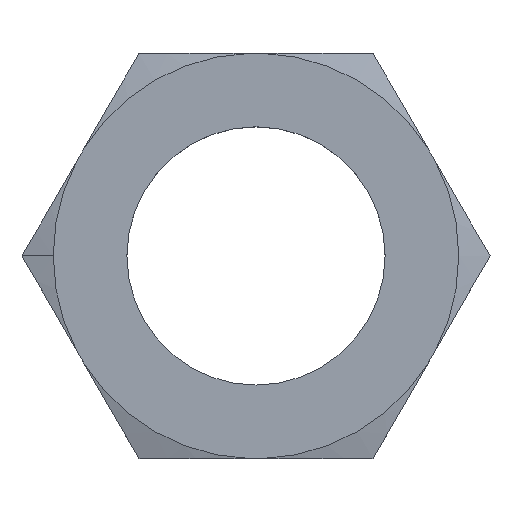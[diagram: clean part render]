
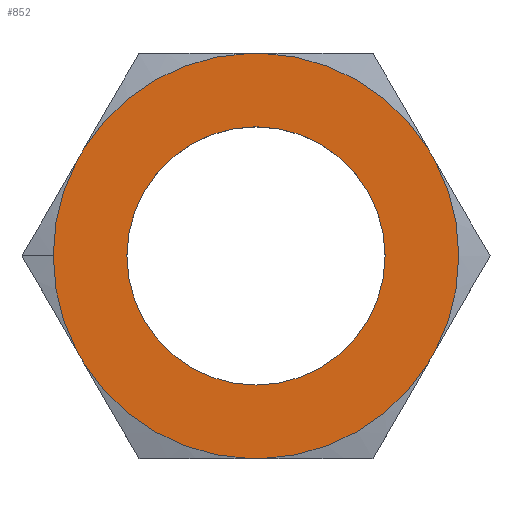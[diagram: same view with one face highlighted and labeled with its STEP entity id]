
A CAD part, top view. The second image highlights one B-rep face of the part: STEP entity #852.
In plain terms, the highlighted planar face has unit normal (0, 0, 1).
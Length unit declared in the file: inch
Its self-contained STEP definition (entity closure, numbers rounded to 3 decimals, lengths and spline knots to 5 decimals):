
#3 = LINE ( 'NONE', #424, #839 ) ;
#7 = CARTESIAN_POINT ( 'NONE',  ( 0., 0., 0.07874 ) ) ;
#22 = ORIENTED_EDGE ( 'NONE', *, *, #64, .T. ) ;
#35 = CARTESIAN_POINT ( 'NONE',  ( 0., 0., 0.07874 ) ) ;
#36 = DIRECTION ( 'NONE',  ( 1., 0., 0. ) ) ;
#45 = CARTESIAN_POINT ( 'NONE',  ( -0.40143, -0.24959, 0.07874 ) ) ;
#53 = VERTEX_POINT ( 'NONE', #237 ) ;
#54 = VECTOR ( 'NONE', #149, 39.37008 ) ;
#64 = EDGE_CURVE ( 'NONE', #335, #393, #819, .T. ) ;
#73 = CIRCLE ( 'NONE', #131, 0.47269 ) ;
#74 = DIRECTION ( 'NONE',  ( -1., 0., 0. ) ) ;
#88 = CARTESIAN_POINT ( 'NONE',  ( 0., 0., 0.07874 ) ) ;
#91 = DIRECTION ( 'NONE',  ( 1., 0., 0. ) ) ;
#95 = DIRECTION ( 'NONE',  ( 0., 0., 1. ) ) ;
#97 = CARTESIAN_POINT ( 'NONE',  ( 0.30106, 0., 0.07874 ) ) ;
#99 = FACE_OUTER_BOUND ( 'NONE', #132, .T. ) ;
#104 = CARTESIAN_POINT ( 'NONE',  ( 0.41687, 0.22285, 0.07874 ) ) ;
#120 = AXIS2_PLACEMENT_3D ( 'NONE', #213, #216, #477 ) ;
#123 = LINE ( 'NONE', #646, #250 ) ;
#127 = VERTEX_POINT ( 'NONE', #633 ) ;
#129 = FACE_BOUND ( 'NONE', #228, .T. ) ;
#131 = AXIS2_PLACEMENT_3D ( 'NONE', #7, #535, #609 ) ;
#132 = EDGE_LOOP ( 'NONE', ( #407, #550, #332, #739, #725, #403, #850, #662, #22, #602, #798, #299, #817 ) ) ;
#143 = CARTESIAN_POINT ( 'NONE',  ( -0.47269, 0., 0.07874 ) ) ;
#145 = CIRCLE ( 'NONE', #120, 0.47269 ) ;
#147 = DIRECTION ( 'NONE',  ( -1., 0., 0. ) ) ;
#149 = DIRECTION ( 'NONE',  ( -1., 0., 0. ) ) ;
#160 = DIRECTION ( 'NONE',  ( -0.5, -0.866, 0. ) ) ;
#172 = DIRECTION ( 'NONE',  ( 0., 0., -1. ) ) ;
#185 = CIRCLE ( 'NONE', #266, 0.47269 ) ;
#196 = VERTEX_POINT ( 'NONE', #97 ) ;
#199 = AXIS2_PLACEMENT_3D ( 'NONE', #88, #545, #552 ) ;
#200 = EDGE_CURVE ( 'NONE', #53, #265, #799, .T. ) ;
#207 = VERTEX_POINT ( 'NONE', #104 ) ;
#210 = CARTESIAN_POINT ( 'NONE',  ( -0.54553, 0., 0.07874 ) ) ;
#213 = CARTESIAN_POINT ( 'NONE',  ( 0., 0., 0.07874 ) ) ;
#216 = DIRECTION ( 'NONE',  ( 0., 0., 1. ) ) ;
#218 = AXIS2_PLACEMENT_3D ( 'NONE', #785, #172, #835 ) ;
#228 = EDGE_LOOP ( 'NONE', ( #764, #428 ) ) ;
#237 = CARTESIAN_POINT ( 'NONE',  ( 0.40143, 0.24959, 0.07874 ) ) ;
#246 = CARTESIAN_POINT ( 'NONE',  ( 0.41687, -0.22285, 0.07874 ) ) ;
#248 = CARTESIAN_POINT ( 'NONE',  ( 0., 0., 0.07874 ) ) ;
#250 = VECTOR ( 'NONE', #318, 39.37008 ) ;
#258 = EDGE_CURVE ( 'NONE', #274, #722, #634, .T. ) ;
#265 = VERTEX_POINT ( 'NONE', #818 ) ;
#266 = AXIS2_PLACEMENT_3D ( 'NONE', #632, #547, #311 ) ;
#267 = AXIS2_PLACEMENT_3D ( 'NONE', #248, #495, #319 ) ;
#271 = CIRCLE ( 'NONE', #329, 0.47269 ) ;
#274 = VERTEX_POINT ( 'NONE', #537 ) ;
#299 = ORIENTED_EDGE ( 'NONE', *, *, #440, .T. ) ;
#309 = VERTEX_POINT ( 'NONE', #357 ) ;
#311 = DIRECTION ( 'NONE',  ( -1., 0., 0. ) ) ;
#313 = CIRCLE ( 'NONE', #395, 0.47269 ) ;
#318 = DIRECTION ( 'NONE',  ( -0.5, 0.866, 0. ) ) ;
#319 = DIRECTION ( 'NONE',  ( 0., 1., 0. ) ) ;
#323 = EDGE_CURVE ( 'NONE', #417, #512, #271, .T. ) ;
#329 = AXIS2_PLACEMENT_3D ( 'NONE', #413, #605, #74 ) ;
#332 = ORIENTED_EDGE ( 'NONE', *, *, #715, .T. ) ;
#335 = VERTEX_POINT ( 'NONE', #143 ) ;
#340 = EDGE_CURVE ( 'NONE', #597, #396, #73, .T. ) ;
#351 = EDGE_CURVE ( 'NONE', #393, #597, #615, .T. ) ;
#354 = CARTESIAN_POINT ( 'NONE',  ( 0.27276, -0.47244, 0.07874 ) ) ;
#357 = CARTESIAN_POINT ( 'NONE',  ( 0.01544, -0.47244, 0.07874 ) ) ;
#375 = CARTESIAN_POINT ( 'NONE',  ( 0.27276, 0.47244, 0.07874 ) ) ;
#381 = EDGE_CURVE ( 'NONE', #309, #274, #145, .T. ) ;
#393 = VERTEX_POINT ( 'NONE', #476 ) ;
#395 = AXIS2_PLACEMENT_3D ( 'NONE', #574, #780, #705 ) ;
#396 = VERTEX_POINT ( 'NONE', #770 ) ;
#403 = ORIENTED_EDGE ( 'NONE', *, *, #323, .T. ) ;
#407 = ORIENTED_EDGE ( 'NONE', *, *, #258, .T. ) ;
#411 = DIRECTION ( 'NONE',  ( 0.5, -0.866, 0. ) ) ;
#413 = CARTESIAN_POINT ( 'NONE',  ( 0., 0., 0.07874 ) ) ;
#417 = VERTEX_POINT ( 'NONE', #821 ) ;
#424 = CARTESIAN_POINT ( 'NONE',  ( -0.27276, 0.47244, 0.07874 ) ) ;
#428 = ORIENTED_EDGE ( 'NONE', *, *, #600, .T. ) ;
#435 = CARTESIAN_POINT ( 'NONE',  ( -0.40143, 0.24959, 0.07874 ) ) ;
#440 = EDGE_CURVE ( 'NONE', #396, #309, #469, .T. ) ;
#458 = VECTOR ( 'NONE', #753, 39.37008 ) ;
#462 = EDGE_CURVE ( 'NONE', #512, #760, #3, .T. ) ;
#469 = LINE ( 'NONE', #482, #530 ) ;
#471 = EDGE_CURVE ( 'NONE', #127, #196, #744, .T. ) ;
#474 = LINE ( 'NONE', #375, #54 ) ;
#476 = CARTESIAN_POINT ( 'NONE',  ( -0.41687, -0.22285, 0.07874 ) ) ;
#477 = DIRECTION ( 'NONE',  ( -1., 0., 0. ) ) ;
#482 = CARTESIAN_POINT ( 'NONE',  ( -0.27276, -0.47244, 0.07874 ) ) ;
#484 = PLANE ( 'NONE',  #560 ) ;
#495 = DIRECTION ( 'NONE',  ( 0., 0., 1. ) ) ;
#497 = DIRECTION ( 'NONE',  ( 0., 0., -1. ) ) ;
#512 = VERTEX_POINT ( 'NONE', #435 ) ;
#514 = CIRCLE ( 'NONE', #218, 0.30106 ) ;
#520 = EDGE_CURVE ( 'NONE', #722, #207, #313, .T. ) ;
#530 = VECTOR ( 'NONE', #91, 39.37008 ) ;
#535 = DIRECTION ( 'NONE',  ( 0., 0., 1. ) ) ;
#537 = CARTESIAN_POINT ( 'NONE',  ( 0.40143, -0.24959, 0.07874 ) ) ;
#545 = DIRECTION ( 'NONE',  ( 0., 0., 1. ) ) ;
#547 = DIRECTION ( 'NONE',  ( 0., 0., 1. ) ) ;
#550 = ORIENTED_EDGE ( 'NONE', *, *, #520, .T. ) ;
#552 = DIRECTION ( 'NONE',  ( -1., 0., 0. ) ) ;
#560 = AXIS2_PLACEMENT_3D ( 'NONE', #831, #95, #36 ) ;
#574 = CARTESIAN_POINT ( 'NONE',  ( 0., 0., 0.07874 ) ) ;
#582 = VECTOR ( 'NONE', #411, 39.37008 ) ;
#597 = VERTEX_POINT ( 'NONE', #45 ) ;
#600 = EDGE_CURVE ( 'NONE', #196, #127, #514, .T. ) ;
#602 = ORIENTED_EDGE ( 'NONE', *, *, #351, .T. ) ;
#605 = DIRECTION ( 'NONE',  ( 0., 0., 1. ) ) ;
#609 = DIRECTION ( 'NONE',  ( -1., 0., 0. ) ) ;
#615 = LINE ( 'NONE', #210, #582 ) ;
#632 = CARTESIAN_POINT ( 'NONE',  ( 0., 0., 0.07874 ) ) ;
#633 = CARTESIAN_POINT ( 'NONE',  ( -0.30106, 0., 0.07874 ) ) ;
#634 = LINE ( 'NONE', #354, #458 ) ;
#646 = CARTESIAN_POINT ( 'NONE',  ( 0.54553, 0., 0.07874 ) ) ;
#662 = ORIENTED_EDGE ( 'NONE', *, *, #814, .T. ) ;
#705 = DIRECTION ( 'NONE',  ( -1., 0., 0. ) ) ;
#715 = EDGE_CURVE ( 'NONE', #207, #53, #123, .T. ) ;
#722 = VERTEX_POINT ( 'NONE', #246 ) ;
#725 = ORIENTED_EDGE ( 'NONE', *, *, #803, .T. ) ;
#739 = ORIENTED_EDGE ( 'NONE', *, *, #200, .T. ) ;
#744 = CIRCLE ( 'NONE', #763, 0.30106 ) ;
#753 = DIRECTION ( 'NONE',  ( 0.5, 0.866, 0. ) ) ;
#760 = VERTEX_POINT ( 'NONE', #767 ) ;
#763 = AXIS2_PLACEMENT_3D ( 'NONE', #35, #497, #147 ) ;
#764 = ORIENTED_EDGE ( 'NONE', *, *, #471, .T. ) ;
#767 = CARTESIAN_POINT ( 'NONE',  ( -0.41687, 0.22285, 0.07874 ) ) ;
#770 = CARTESIAN_POINT ( 'NONE',  ( -0.01544, -0.47244, 0.07874 ) ) ;
#780 = DIRECTION ( 'NONE',  ( 0., 0., 1. ) ) ;
#785 = CARTESIAN_POINT ( 'NONE',  ( 0., 0., 0.07874 ) ) ;
#798 = ORIENTED_EDGE ( 'NONE', *, *, #340, .T. ) ;
#799 = CIRCLE ( 'NONE', #267, 0.47269 ) ;
#803 = EDGE_CURVE ( 'NONE', #265, #417, #474, .T. ) ;
#814 = EDGE_CURVE ( 'NONE', #760, #335, #185, .T. ) ;
#817 = ORIENTED_EDGE ( 'NONE', *, *, #381, .T. ) ;
#818 = CARTESIAN_POINT ( 'NONE',  ( 0.01544, 0.47244, 0.07874 ) ) ;
#819 = CIRCLE ( 'NONE', #199, 0.47269 ) ;
#821 = CARTESIAN_POINT ( 'NONE',  ( -0.01544, 0.47244, 0.07874 ) ) ;
#831 = CARTESIAN_POINT ( 'NONE',  ( -0.27276, 0.47244, 0.07874 ) ) ;
#835 = DIRECTION ( 'NONE',  ( -1., 0., 0. ) ) ;
#839 = VECTOR ( 'NONE', #160, 39.37008 ) ;
#850 = ORIENTED_EDGE ( 'NONE', *, *, #462, .T. ) ;
#852 = ADVANCED_FACE ( 'NONE', ( #99, #129 ), #484, .T. ) ;
